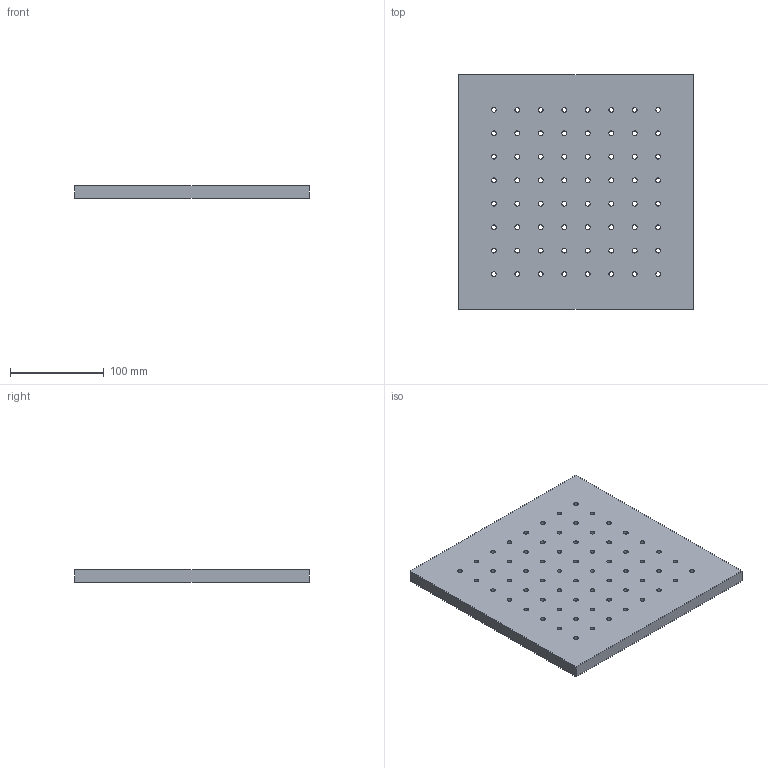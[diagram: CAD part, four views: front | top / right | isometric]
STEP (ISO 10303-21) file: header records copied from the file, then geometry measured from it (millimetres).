
FILE_DESCRIPTION (( 'STEP AP214' ), '1' );
FILE_NAME ('516001.STEP', '2019-10-25T06:01:52', ( 'user' ), ( '微软中国' ), 'SwSTEP 2.0', 'SolidWorks 2016', '' );
FILE_SCHEMA (( 'AUTOMOTIVE_DESIGN' ));
Length unit declared in the file: millimetre
Products named in the file (1): 516001
Bounding box: 250 x 250 x 13 mm (x, y, z)
Volume: 796163.7 mm3; surface area: 148555.8 mm2
Topology: 1 solids, 1 shells, 134 faces, 396 edges, 264 vertices
Faces by surface type: cylinder 128, plane 6
Entity records: 4926 total; most frequent: DIRECTION 922, CARTESIAN_POINT 795, ORIENTED_EDGE 792, EDGE_CURVE 396, AXIS2_PLACEMENT_3D 391, VERTEX_POINT 264, EDGE_LOOP 262, CIRCLE 256
